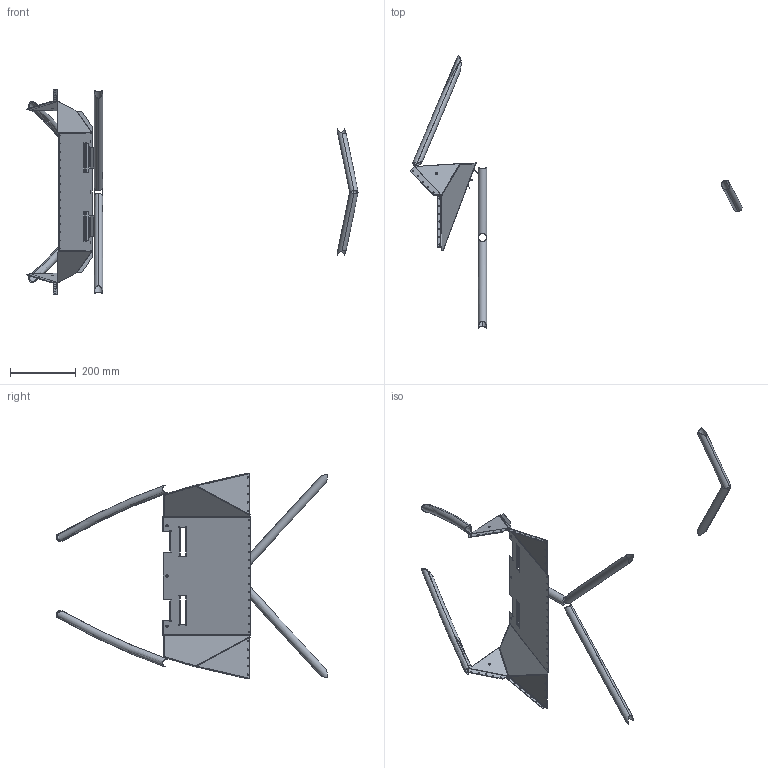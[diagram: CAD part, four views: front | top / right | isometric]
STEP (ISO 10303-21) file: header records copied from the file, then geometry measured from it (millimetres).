
FILE_DESCRIPTION (( 'STEP AP214' ), '1' );
FILE_NAME ('SeatBack2.STEP', '2019-01-26T03:47:31', ( 'pattaya2u' ), ( 'Microsoft' ), 'SwSTEP 2.0', 'SolidWorks 2018', '' );
FILE_SCHEMA (( 'AUTOMOTIVE_DESIGN' ));
Length unit declared in the file: millimetre
Products named in the file (1): SeatBack2
Bounding box: 1011.6 x 828.59 x 626.3 mm (x, y, z)
Volume: 450788.1 mm3; surface area: 758887.1 mm2
Topology: 9 solids, 9 shells, 431 faces, 1108 edges, 692 vertices
Faces by surface type: plane 199, cylinder 189, bspline 31, torus 12
Entity records: 17245 total; most frequent: CARTESIAN_POINT 6682, ORIENTED_EDGE 2216, DIRECTION 2061, EDGE_CURVE 1108, AXIS2_PLACEMENT_3D 707, VERTEX_POINT 692, VECTOR 647, LINE 647
